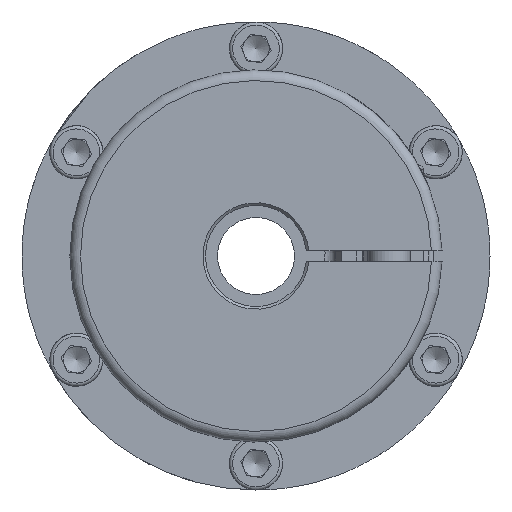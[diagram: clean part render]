
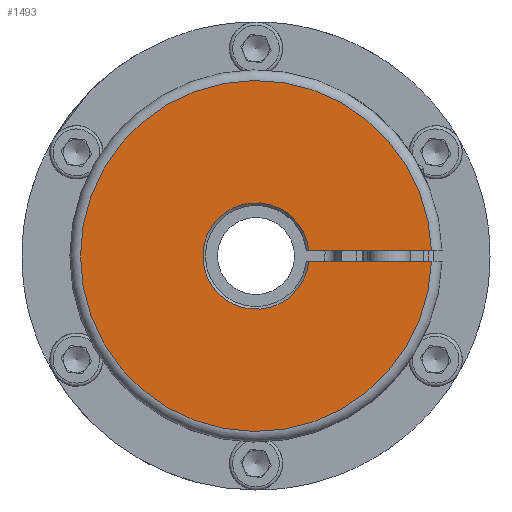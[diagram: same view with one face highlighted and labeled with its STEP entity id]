
A CAD part, left-side view. The second image highlights one B-rep face of the part: STEP entity #1493.
In plain terms, the highlighted planar face has unit normal (-1, 0, 0).
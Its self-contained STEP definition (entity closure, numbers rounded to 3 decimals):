
#1493 = ADVANCED_FACE( '', ( #3308 ), #3309, .F. );
#3308 = FACE_OUTER_BOUND( '', #5331, .T. );
#3309 = PLANE( '', #5332 );
#5331 = EDGE_LOOP( '', ( #9765, #9766, #9767, #9768 ) );
#5332 = AXIS2_PLACEMENT_3D( '', #9769, #9770, #9771 );
#9765 = ORIENTED_EDGE( '', *, *, #12152, .T. );
#9766 = ORIENTED_EDGE( '', *, *, #12764, .T. );
#9767 = ORIENTED_EDGE( '', *, *, #12681, .T. );
#9768 = ORIENTED_EDGE( '', *, *, #12479, .T. );
#9769 = CARTESIAN_POINT( '', ( -54.05, 12.629, 30.488 ) );
#9770 = DIRECTION( '', ( 1., 0., 0. ) );
#9771 = DIRECTION( '', ( 0., 0., 1. ) );
#12152 = EDGE_CURVE( '', #14862, #14860, #14863, .T. );
#12479 = EDGE_CURVE( '', #15341, #14862, #15342, .T. );
#12681 = EDGE_CURVE( '', #15611, #15341, #15612, .T. );
#12764 = EDGE_CURVE( '', #14860, #15611, #15719, .T. );
#14860 = VERTEX_POINT( '', #19824 );
#14862 = VERTEX_POINT( '', #19826 );
#14863 = LINE( '', #19827, #19828 );
#15341 = VERTEX_POINT( '', #20774 );
#15342 = CIRCLE( '', #20775, 33. );
#15611 = VERTEX_POINT( '', #21395 );
#15612 = LINE( '', #21396, #21397 );
#15719 = CIRCLE( '', #21589, 10. );
#19824 = CARTESIAN_POINT( '', ( -54.05, -9.95, -1. ) );
#19826 = CARTESIAN_POINT( '', ( -54.05, -32.985, -1. ) );
#19827 = CARTESIAN_POINT( '', ( -54.05, -38., -1. ) );
#19828 = VECTOR( '', #24152, 1000. );
#20774 = CARTESIAN_POINT( '', ( -54.05, -32.985, 1. ) );
#20775 = AXIS2_PLACEMENT_3D( '', #24617, #24618, #24619 );
#21395 = CARTESIAN_POINT( '', ( -54.05, -9.95, 1. ) );
#21396 = CARTESIAN_POINT( '', ( -54.05, 0., 1. ) );
#21397 = VECTOR( '', #24833, 1000. );
#21589 = AXIS2_PLACEMENT_3D( '', #24915, #24916, #24917 );
#24152 = DIRECTION( '', ( 0., 1., 0. ) );
#24617 = CARTESIAN_POINT( '', ( -54.05, 0., 0. ) );
#24618 = DIRECTION( '', ( -1., 0., 0. ) );
#24619 = DIRECTION( '', ( 0., 0.383, 0.924 ) );
#24833 = DIRECTION( '', ( 0., -1., 0. ) );
#24915 = CARTESIAN_POINT( '', ( -54.05, 0., 0. ) );
#24916 = DIRECTION( '', ( 1., 0., 0. ) );
#24917 = DIRECTION( '', ( 0., 0., -1. ) );
